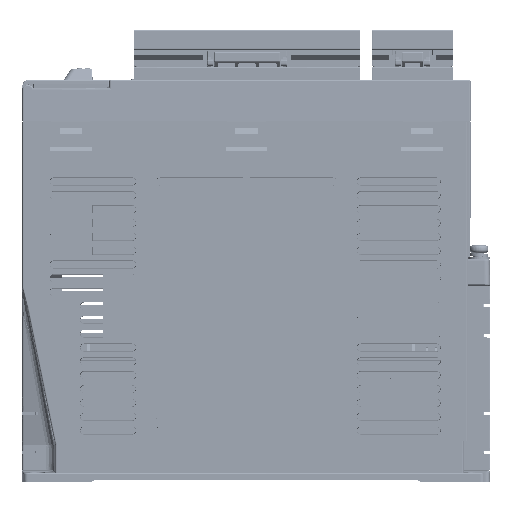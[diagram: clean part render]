
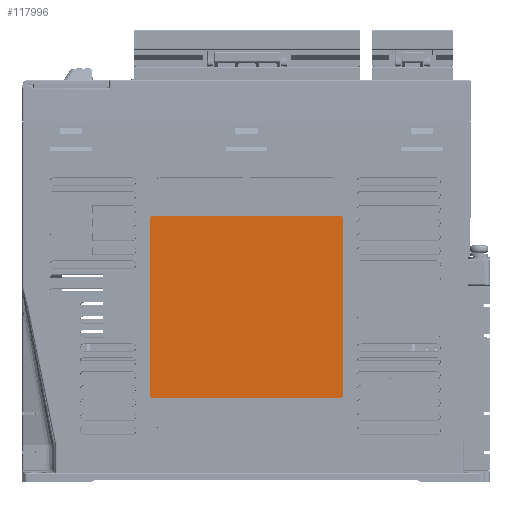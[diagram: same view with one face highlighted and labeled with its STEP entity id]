
A CAD part, left-side view. The second image highlights one B-rep face of the part: STEP entity #117996.
In plain terms, the highlighted planar face has unit normal (-1, 0, 0).
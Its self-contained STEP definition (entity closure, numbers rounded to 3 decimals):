
#1147 = LINE ( 'NONE', #161800, #237227 ) ;
#7445 = CARTESIAN_POINT ( 'NONE',  ( -18.8, 35., -49. ) ) ;
#10579 = DIRECTION ( 'NONE',  ( -1., 0., 0. ) ) ;
#28358 = CARTESIAN_POINT ( 'NONE',  ( -18.8, -35., -49. ) ) ;
#30630 = EDGE_CURVE ( 'NONE', #131841, #177259, #1147, .T. ) ;
#35877 = CARTESIAN_POINT ( 'NONE',  ( -18.8, 35., -50.5 ) ) ;
#36367 = DIRECTION ( 'NONE',  ( 0., 0., 1. ) ) ;
#38238 = AXIS2_PLACEMENT_3D ( 'NONE', #329888, #10579, #363246 ) ;
#45494 = ORIENTED_EDGE ( 'NONE', *, *, #202797, .T. ) ;
#51476 = CARTESIAN_POINT ( 'NONE',  ( -18.8, 35., -113.5 ) ) ;
#57212 = EDGE_CURVE ( 'NONE', #227562, #131841, #392363, .T. ) ;
#63446 = CARTESIAN_POINT ( 'NONE',  ( -18.8, -35., -115. ) ) ;
#65855 = AXIS2_PLACEMENT_3D ( 'NONE', #232524, #297204, #295141 ) ;
#76214 = ORIENTED_EDGE ( 'NONE', *, *, #92020, .T. ) ;
#86759 = DIRECTION ( 'NONE',  ( -1., 0., 0. ) ) ;
#88176 = AXIS2_PLACEMENT_3D ( 'NONE', #182766, #86759, #245394 ) ;
#92020 = EDGE_CURVE ( 'NONE', #177259, #378576, #401238, .T. ) ;
#101222 = ORIENTED_EDGE ( 'NONE', *, *, #57212, .T. ) ;
#109283 = CARTESIAN_POINT ( 'NONE',  ( -18.8, -33.5, -113.5 ) ) ;
#117536 = CARTESIAN_POINT ( 'NONE',  ( -18.8, -33.5, -115. ) ) ;
#117996 = ADVANCED_FACE ( 'NONE', ( #322660 ), #383220, .T. ) ;
#129084 = ORIENTED_EDGE ( 'NONE', *, *, #30630, .T. ) ;
#131841 = VERTEX_POINT ( 'NONE', #35877 ) ;
#146312 = CARTESIAN_POINT ( 'NONE',  ( -18.8, -35., -115. ) ) ;
#153814 = CARTESIAN_POINT ( 'NONE',  ( -18.8, -33.5, -49. ) ) ;
#155689 = LINE ( 'NONE', #28358, #191488 ) ;
#159500 = AXIS2_PLACEMENT_3D ( 'NONE', #109283, #203224, #36367 ) ;
#161800 = CARTESIAN_POINT ( 'NONE',  ( -18.8, 35., -115. ) ) ;
#161840 = VECTOR ( 'NONE', #311097, 1000. ) ;
#177259 = VERTEX_POINT ( 'NONE', #51476 ) ;
#182766 = CARTESIAN_POINT ( 'NONE',  ( -18.8, 33.5, -113.5 ) ) ;
#183793 = LINE ( 'NONE', #146312, #161840 ) ;
#191488 = VECTOR ( 'NONE', #351793, 1000. ) ;
#202797 = EDGE_CURVE ( 'NONE', #378576, #275539, #347269, .T. ) ;
#203224 = DIRECTION ( 'NONE',  ( -1., 0., 0. ) ) ;
#210527 = EDGE_CURVE ( 'NONE', #398577, #227562, #155689, .T. ) ;
#214002 = AXIS2_PLACEMENT_3D ( 'NONE', #7445, #257999, #295463 ) ;
#227562 = VERTEX_POINT ( 'NONE', #242749 ) ;
#232524 = CARTESIAN_POINT ( 'NONE',  ( -18.8, 33.5, -50.5 ) ) ;
#237227 = VECTOR ( 'NONE', #291189, 1000. ) ;
#242749 = CARTESIAN_POINT ( 'NONE',  ( -18.8, 33.5, -49. ) ) ;
#244085 = CARTESIAN_POINT ( 'NONE',  ( -18.8, 33.5, -115. ) ) ;
#244503 = EDGE_CURVE ( 'NONE', #335508, #398577, #391564, .T. ) ;
#245394 = DIRECTION ( 'NONE',  ( 0., 0., 1. ) ) ;
#257999 = DIRECTION ( 'NONE',  ( -1., 0., 0. ) ) ;
#258332 = CARTESIAN_POINT ( 'NONE',  ( -18.8, -35., -113.5 ) ) ;
#275539 = VERTEX_POINT ( 'NONE', #117536 ) ;
#277627 = ORIENTED_EDGE ( 'NONE', *, *, #210527, .T. ) ;
#279988 = ORIENTED_EDGE ( 'NONE', *, *, #407797, .T. ) ;
#291189 = DIRECTION ( 'NONE',  ( 0., 0., -1. ) ) ;
#295141 = DIRECTION ( 'NONE',  ( 0., 0., 1. ) ) ;
#295463 = DIRECTION ( 'NONE',  ( 0., 0., 1. ) ) ;
#297204 = DIRECTION ( 'NONE',  ( -1., 0., 0. ) ) ;
#311097 = DIRECTION ( 'NONE',  ( 0., 0., 1. ) ) ;
#322660 = FACE_OUTER_BOUND ( 'NONE', #348190, .T. ) ;
#329888 = CARTESIAN_POINT ( 'NONE',  ( -18.8, -33.5, -50.5 ) ) ;
#331517 = CARTESIAN_POINT ( 'NONE',  ( -18.8, -35., -50.5 ) ) ;
#335508 = VERTEX_POINT ( 'NONE', #331517 ) ;
#335823 = EDGE_CURVE ( 'NONE', #275539, #409298, #379339, .T. ) ;
#337507 = DIRECTION ( 'NONE',  ( 0., -1., 0. ) ) ;
#337980 = ORIENTED_EDGE ( 'NONE', *, *, #335823, .T. ) ;
#343439 = ORIENTED_EDGE ( 'NONE', *, *, #244503, .T. ) ;
#347269 = LINE ( 'NONE', #63446, #397944 ) ;
#348190 = EDGE_LOOP ( 'NONE', ( #45494, #337980, #279988, #343439, #277627, #101222, #129084, #76214 ) ) ;
#351793 = DIRECTION ( 'NONE',  ( 0., 1., 0. ) ) ;
#363246 = DIRECTION ( 'NONE',  ( 0., 0., 1. ) ) ;
#378576 = VERTEX_POINT ( 'NONE', #244085 ) ;
#379339 = CIRCLE ( 'NONE', #159500, 1.5 ) ;
#383220 = PLANE ( 'NONE',  #214002 ) ;
#391564 = CIRCLE ( 'NONE', #38238, 1.5 ) ;
#392363 = CIRCLE ( 'NONE', #65855, 1.5 ) ;
#397944 = VECTOR ( 'NONE', #337507, 1000. ) ;
#398577 = VERTEX_POINT ( 'NONE', #153814 ) ;
#401238 = CIRCLE ( 'NONE', #88176, 1.5 ) ;
#407797 = EDGE_CURVE ( 'NONE', #409298, #335508, #183793, .T. ) ;
#409298 = VERTEX_POINT ( 'NONE', #258332 ) ;
